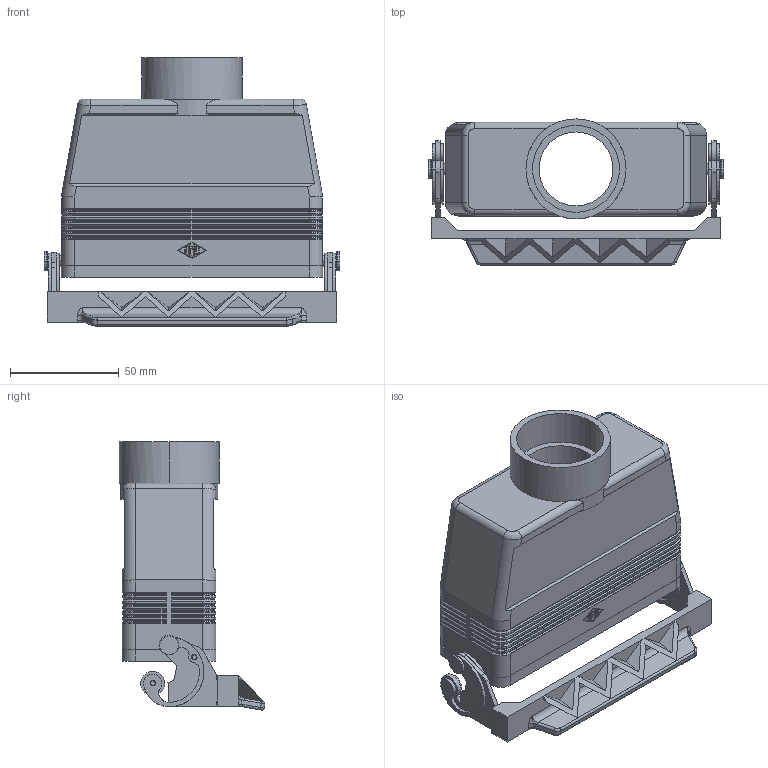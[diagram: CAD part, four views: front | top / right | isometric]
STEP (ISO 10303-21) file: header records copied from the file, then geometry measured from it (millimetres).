
FILE_DESCRIPTION(('Creo Elements/Direct Modeling STEP Export'),'2;1');
FILE_NAME('MAV_24_LG40.stp','2014-08-07T14:08:21',(''),(''),'Creo Elements/Direct Modeling STEP processor for AP214 (Solid Model)','Creo Elements/Direct Modeling 18.0B 02-Dec-2011 (C) Parametric Technology GmbH','');
FILE_SCHEMA(('AUTOMOTIVE_DESIGN { 1 0 10303 214 1 1 1 1 }'));
Length unit declared in the file: millimetre
Products named in the file (1): MAV_24_LG40
Bounding box: 136 x 67.09 x 123.37 mm (x, y, z)
Volume: 132039.7 mm3; surface area: 76039.8 mm2
Topology: 1 solids, 3 shells, 806 faces, 2009 edges, 1221 vertices
Faces by surface type: plane 358, cylinder 257, torus 84, cone 60, bspline 40, revolution 7
Entity records: 25219 total; most frequent: CARTESIAN_POINT 6574, ORIENTED_EDGE 3988, DIRECTION 3860, EDGE_CURVE 1994, AXIS2_PLACEMENT_3D 1366, VERTEX_POINT 1221, VECTOR 1121, LINE 1121
